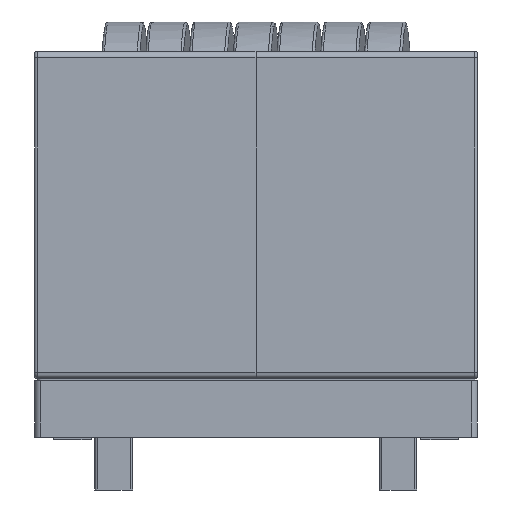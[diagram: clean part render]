
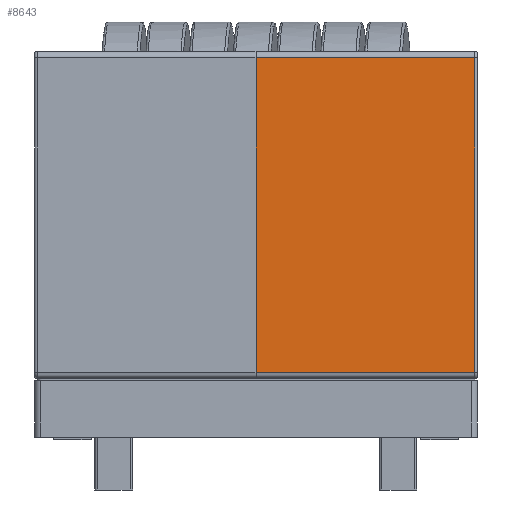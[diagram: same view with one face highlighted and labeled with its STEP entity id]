
A CAD part, left-side view. The second image highlights one B-rep face of the part: STEP entity #8643.
In plain terms, the highlighted planar face has unit normal (-1, 0, 0).
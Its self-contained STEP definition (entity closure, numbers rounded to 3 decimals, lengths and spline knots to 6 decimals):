
#1021=PLANE('',#11458);
#1601=LINE('',#28118,#2338);
#1613=LINE('',#28170,#2350);
#1616=LINE('',#28180,#2353);
#1620=LINE('',#28202,#2357);
#2338=VECTOR('',#12699,1.);
#2350=VECTOR('',#12761,1.);
#2353=VECTOR('',#12772,1.);
#2357=VECTOR('',#12804,1.);
#3990=ORIENTED_EDGE('',*,*,#5772,.F.);
#3991=ORIENTED_EDGE('',*,*,#5745,.T.);
#3992=ORIENTED_EDGE('',*,*,#5777,.T.);
#3993=ORIENTED_EDGE('',*,*,#5788,.F.);
#5745=EDGE_CURVE('',#6702,#6705,#1601,.T.);
#5772=EDGE_CURVE('',#6702,#6721,#1613,.T.);
#5777=EDGE_CURVE('',#6705,#6724,#1616,.T.);
#5788=EDGE_CURVE('',#6721,#6724,#1620,.T.);
#6702=VERTEX_POINT('',#28112);
#6705=VERTEX_POINT('',#28117);
#6721=VERTEX_POINT('',#28171);
#6724=VERTEX_POINT('',#28181);
#7505=EDGE_LOOP('',(#3990,#3991,#3992,#3993));
#8046=FACE_BOUND('',#7505,.T.);
#8643=ADVANCED_FACE('',(#8046),#1021,.T.);
#11458=AXIS2_PLACEMENT_3D('',#28201,#12802,#12803);
#12699=DIRECTION('',(0.,0.,1.));
#12761=DIRECTION('',(0.,1.,0.));
#12772=DIRECTION('',(0.,1.,0.));
#12802=DIRECTION('',(-1.,0.,0.));
#12803=DIRECTION('',(0.,0.,-1.));
#12804=DIRECTION('',(0.,0.,1.));
#28112=CARTESIAN_POINT('',(-0.018,-0.0174,0.0029));
#28117=CARTESIAN_POINT('',(-0.018,-0.0174,0.0279));
#28118=CARTESIAN_POINT('',(-0.018,-0.0174,0.0279));
#28170=CARTESIAN_POINT('',(-0.018,-0.0176,0.0029));
#28171=CARTESIAN_POINT('',(-0.018,0.,0.0029));
#28180=CARTESIAN_POINT('',(-0.018,-0.0176,0.0279));
#28181=CARTESIAN_POINT('',(-0.018,0.,0.0279));
#28201=CARTESIAN_POINT('',(-0.018,-0.0176,0.0024));
#28202=CARTESIAN_POINT('',(-0.018,0.,0.0024));
